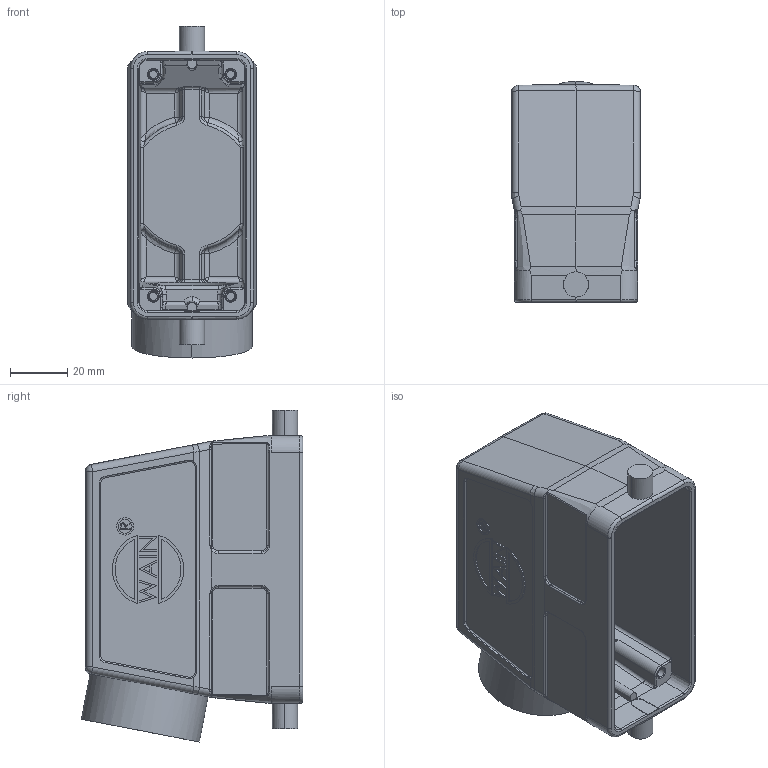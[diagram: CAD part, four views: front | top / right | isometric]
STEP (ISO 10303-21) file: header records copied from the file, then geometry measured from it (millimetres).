
FILE_DESCRIPTION((''),'2;1');
FILE_NAME('3D_1110165155004_H16B-SEH-2B-M3','2019-07-15T',('zl.chen'),(''),'PRO/ENGINEER BY PARAMETRIC TECHNOLOGY CORPORATION, 2013430','PRO/ENGINEER BY PARAMETRIC TECHNOLOGY CORPORATION, 2013430','');
FILE_SCHEMA(('CONFIG_CONTROL_DESIGN','SHAPE_APPEARANCE_LAYERS_GROUPS'));
Length unit declared in the file: millimetre
Products named in the file (1): 3D_1110165155004_H16B-SEH-2B-M3
Bounding box: 45 x 77.31 x 115.91 mm (x, y, z)
Volume: 82443.6 mm3; surface area: 46699 mm2
Topology: 1 solids, 1 shells, 633 faces, 1571 edges, 952 vertices
Faces by surface type: plane 237, cylinder 184, bspline 113, torus 51, cone 30, extrusion 10, sphere 8
Entity records: 26048 total; most frequent: CARTESIAN_POINT 11855, ORIENTED_EDGE 3094, DIRECTION 2607, EDGE_CURVE 1547, VERTEX_POINT 952, AXIS2_PLACEMENT_3D 920, VECTOR 767, LINE 757
